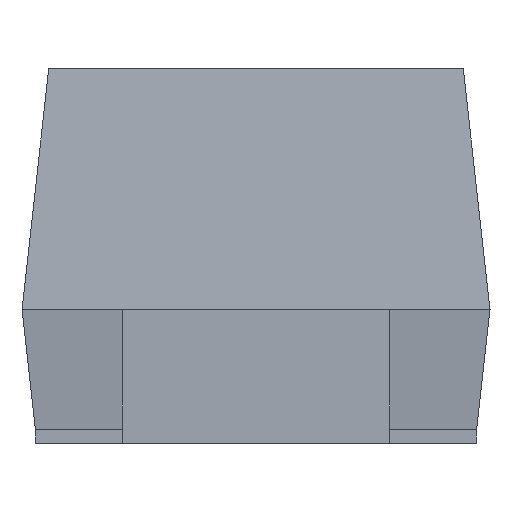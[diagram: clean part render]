
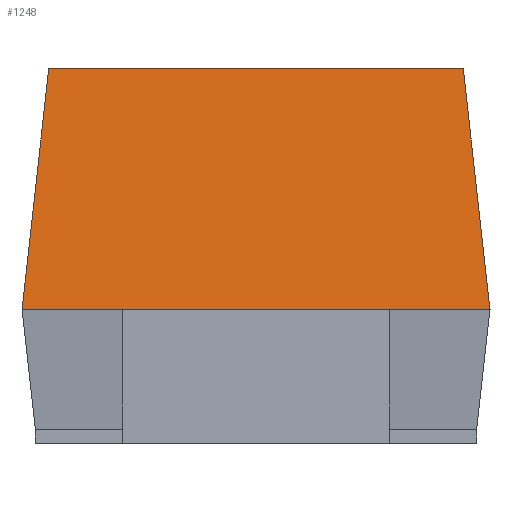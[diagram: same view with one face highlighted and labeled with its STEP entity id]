
A CAD part, left-side view. The second image highlights one B-rep face of the part: STEP entity #1248.
In plain terms, the highlighted planar face has unit normal (-0.994, 0, 0.11).
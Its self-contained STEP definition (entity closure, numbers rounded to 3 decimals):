
#999=CARTESIAN_POINT('',(-2.95,-1.55,2.8));
#1000=VERTEX_POINT('',#999);
#1001=CARTESIAN_POINT('',(-2.95,1.55,2.8));
#1002=VERTEX_POINT('',#1001);
#1003=CARTESIAN_POINT('',(-2.95,-1.55,2.8));
#1004=DIRECTION('',(0.0,1.0,0.0));
#1005=VECTOR('',#1004,3.1);
#1006=LINE('',#1003,#1005);
#1007=EDGE_CURVE('',#1000,#1002,#1006,.T.);
#1197=CARTESIAN_POINT('',(-3.15,1.75,1.0));
#1198=VERTEX_POINT('',#1197);
#1199=CARTESIAN_POINT('',(-2.95,1.55,2.8));
#1200=DIRECTION('',(-0.11,0.11,-0.988));
#1201=VECTOR('',#1200,1.822);
#1202=LINE('',#1199,#1201);
#1203=EDGE_CURVE('',#1002,#1198,#1202,.T.);
#1225=CARTESIAN_POINT('',(-3.05,-0.875,1.9));
#1226=DIRECTION('',(-0.994,0.0,0.11));
#1227=DIRECTION('',(0.11,0.0,0.994));
#1228=AXIS2_PLACEMENT_3D('',#1225,#1226,#1227);
#1229=PLANE('',#1228);
#1230=ORIENTED_EDGE('',*,*,#1007,.T.);
#1231=ORIENTED_EDGE('',*,*,#1203,.T.);
#1232=CARTESIAN_POINT('',(-3.15,-1.75,1.0));
#1233=VERTEX_POINT('',#1232);
#1234=CARTESIAN_POINT('',(-3.15,1.75,1.0));
#1235=DIRECTION('',(0.0,-1.0,0.0));
#1236=VECTOR('',#1235,3.5);
#1237=LINE('',#1234,#1236);
#1238=EDGE_CURVE('',#1198,#1233,#1237,.T.);
#1239=ORIENTED_EDGE('',*,*,#1238,.T.);
#1240=CARTESIAN_POINT('',(-3.15,-1.75,1.0));
#1241=DIRECTION('',(0.11,0.11,0.988));
#1242=VECTOR('',#1241,1.822);
#1243=LINE('',#1240,#1242);
#1244=EDGE_CURVE('',#1233,#1000,#1243,.T.);
#1245=ORIENTED_EDGE('',*,*,#1244,.T.);
#1246=EDGE_LOOP('',(#1230,#1231,#1239,#1245));
#1247=FACE_OUTER_BOUND('',#1246,.T.);
#1248=ADVANCED_FACE('',(#1247),#1229,.T.);
